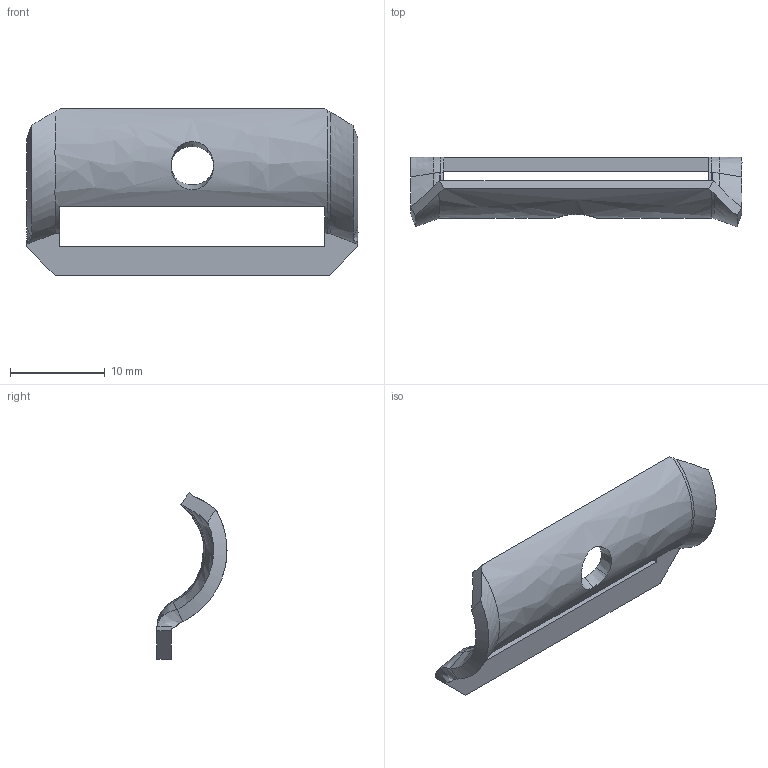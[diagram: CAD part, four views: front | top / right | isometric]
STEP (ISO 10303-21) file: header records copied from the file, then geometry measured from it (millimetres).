
FILE_DESCRIPTION(/* description */ (''),/* implementation_level */ '2;1');
FILE_NAME(/* name */ '1199846',/* time_stamp */ '2015-11-25T08:29:33+01:00',/* author */ (''),/* organization */ (''),/* preprocessor_version */ 'ST-DEVELOPER v15',/* originating_system */ '',/* authorisation */ '');
FILE_SCHEMA (('CONFIG_CONTROL_DESIGN'));
Length unit declared in the file: millimetre
Products named in the file (1): Document
Bounding box: 35.08 x 7.4 x 17.58 mm (x, y, z)
Volume: 718.1 mm3; surface area: 1243.1 mm2
Topology: 1 solids, 1 shells, 43 faces, 120 edges, 77 vertices
Faces by surface type: bspline 30, plane 13
Entity records: 4909 total; most frequent: CARTESIAN_POINT 4076, ORIENTED_EDGE 240, EDGE_CURVE 120, B_SPLINE_CURVE_WITH_KNOTS 106, VERTEX_POINT 77, EDGE_LOOP 45, ADVANCED_FACE 43, FACE_OUTER_BOUND 43
